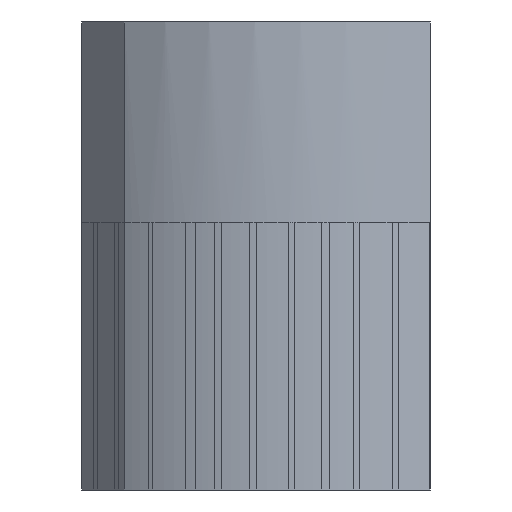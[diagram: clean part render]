
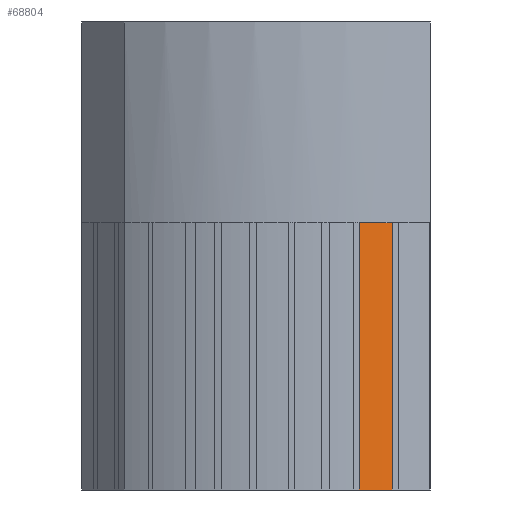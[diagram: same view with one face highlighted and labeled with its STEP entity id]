
A CAD part, left-side view. The second image highlights one B-rep face of the part: STEP entity #68804.
In plain terms, the highlighted cylindrical face has radius 44.433 mm (diameter 88.867 mm), a partial arc.
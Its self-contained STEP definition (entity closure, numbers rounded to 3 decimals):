
#22372 = CYLINDRICAL_SURFACE('',#22373,44.433);
#22373 = AXIS2_PLACEMENT_3D('',#22374,#22375,#22376);
#22374 = CARTESIAN_POINT('',(3.583,0.,0.));
#22375 = DIRECTION('',(-0.,-0.,-1.));
#22376 = DIRECTION('',(1.,0.,0.));
#23547 = PLANE('',#23548);
#23548 = AXIS2_PLACEMENT_3D('',#23549,#23550,#23551);
#23549 = CARTESIAN_POINT('',(0.,2.052,-40.));
#23550 = DIRECTION('',(0.,0.,1.));
#23551 = DIRECTION('',(1.,0.,0.));
#60512 = VERTEX_POINT('',#60513);
#60513 = CARTESIAN_POINT('',(-37.296,-17.413,0.));
#60528 = CYLINDRICAL_SURFACE('',#60529,44.433);
#60529 = AXIS2_PLACEMENT_3D('',#60530,#60531,#60532);
#60530 = CARTESIAN_POINT('',(3.583,0.,0.));
#60531 = DIRECTION('',(0.,0.,1.));
#60532 = DIRECTION('',(1.,0.,0.));
#60540 = EDGE_CURVE('',#60512,#60541,#60543,.T.);
#60541 = VERTEX_POINT('',#60542);
#60542 = CARTESIAN_POINT('',(-39.073,-12.439,0.));
#60543 = SURFACE_CURVE('',#60544,(#60549,#60556),.PCURVE_S1.);
#60544 = CIRCLE('',#60545,44.433);
#60545 = AXIS2_PLACEMENT_3D('',#60546,#60547,#60548);
#60546 = CARTESIAN_POINT('',(3.583,0.,0.));
#60547 = DIRECTION('',(0.,0.,-1.));
#60548 = DIRECTION('',(1.,0.,0.));
#60549 = PCURVE('',#22372,#60550);
#60550 = DEFINITIONAL_REPRESENTATION('',(#60551),#60555);
#60551 = LINE('',#60552,#60553);
#60552 = CARTESIAN_POINT('',(-6.283,0.));
#60553 = VECTOR('',#60554,1.);
#60554 = DIRECTION('',(1.,-0.));
#60555 = ( GEOMETRIC_REPRESENTATION_CONTEXT(2) 
PARAMETRIC_REPRESENTATION_CONTEXT() REPRESENTATION_CONTEXT('2D SPACE',''
  ) );
#60556 = PCURVE('',#60557,#60562);
#60557 = CYLINDRICAL_SURFACE('',#60558,44.433);
#60558 = AXIS2_PLACEMENT_3D('',#60559,#60560,#60561);
#60559 = CARTESIAN_POINT('',(3.583,0.,0.));
#60560 = DIRECTION('',(0.,0.,1.));
#60561 = DIRECTION('',(1.,0.,0.));
#60562 = DEFINITIONAL_REPRESENTATION('',(#60563),#60567);
#60563 = LINE('',#60564,#60565);
#60564 = CARTESIAN_POINT('',(-0.,0.));
#60565 = VECTOR('',#60566,1.);
#60566 = DIRECTION('',(-1.,0.));
#60567 = ( GEOMETRIC_REPRESENTATION_CONTEXT(2) 
PARAMETRIC_REPRESENTATION_CONTEXT() REPRESENTATION_CONTEXT('2D SPACE',''
  ) );
#60586 = CYLINDRICAL_SURFACE('',#60587,44.433);
#60587 = AXIS2_PLACEMENT_3D('',#60588,#60589,#60590);
#60588 = CARTESIAN_POINT('',(3.583,0.,0.));
#60589 = DIRECTION('',(0.,0.,1.));
#60590 = DIRECTION('',(1.,0.,0.));
#64644 = VERTEX_POINT('',#64645);
#64645 = CARTESIAN_POINT('',(-39.073,-12.439,-40.));
#64668 = EDGE_CURVE('',#64669,#64644,#64671,.T.);
#64669 = VERTEX_POINT('',#64670);
#64670 = CARTESIAN_POINT('',(-37.296,-17.413,-40.));
#64671 = SURFACE_CURVE('',#64672,(#64677,#64688),.PCURVE_S1.);
#64672 = CIRCLE('',#64673,44.433);
#64673 = AXIS2_PLACEMENT_3D('',#64674,#64675,#64676);
#64674 = CARTESIAN_POINT('',(3.583,0.,-40.));
#64675 = DIRECTION('',(0.,0.,-1.));
#64676 = DIRECTION('',(1.,0.,0.));
#64677 = PCURVE('',#23547,#64678);
#64678 = DEFINITIONAL_REPRESENTATION('',(#64679),#64687);
#64679 = ( BOUNDED_CURVE() B_SPLINE_CURVE(2,(#64680,#64681,#64682,#64683
    ,#64684,#64685,#64686),.UNSPECIFIED.,.T.,.F.) 
B_SPLINE_CURVE_WITH_KNOTS((1,2,2,2,2,1),(-2.094,0.,
    2.094,4.189,6.283,8.378),
.UNSPECIFIED.) CURVE() GEOMETRIC_REPRESENTATION_ITEM() 
RATIONAL_B_SPLINE_CURVE((1.,0.5,1.,0.5,1.,0.5,1.)) REPRESENTATION_ITEM(
  '') );
#64680 = CARTESIAN_POINT('',(48.017,-2.052));
#64681 = CARTESIAN_POINT('',(48.017,-79.012));
#64682 = CARTESIAN_POINT('',(-18.633,-40.532));
#64683 = CARTESIAN_POINT('',(-85.283,-2.052));
#64684 = CARTESIAN_POINT('',(-18.633,36.429));
#64685 = CARTESIAN_POINT('',(48.017,74.909));
#64686 = CARTESIAN_POINT('',(48.017,-2.052));
#64687 = ( GEOMETRIC_REPRESENTATION_CONTEXT(2) 
PARAMETRIC_REPRESENTATION_CONTEXT() REPRESENTATION_CONTEXT('2D SPACE',''
  ) );
#64688 = PCURVE('',#60557,#64689);
#64689 = DEFINITIONAL_REPRESENTATION('',(#64690),#64694);
#64690 = LINE('',#64691,#64692);
#64691 = CARTESIAN_POINT('',(-0.,-40.));
#64692 = VECTOR('',#64693,1.);
#64693 = DIRECTION('',(-1.,0.));
#64694 = ( GEOMETRIC_REPRESENTATION_CONTEXT(2) 
PARAMETRIC_REPRESENTATION_CONTEXT() REPRESENTATION_CONTEXT('2D SPACE',''
  ) );
#68784 = EDGE_CURVE('',#64669,#60512,#68785,.T.);
#68785 = SURFACE_CURVE('',#68786,(#68790,#68797),.PCURVE_S1.);
#68786 = LINE('',#68787,#68788);
#68787 = CARTESIAN_POINT('',(-37.296,-17.413,0.));
#68788 = VECTOR('',#68789,1.);
#68789 = DIRECTION('',(0.,0.,1.));
#68790 = PCURVE('',#60528,#68791);
#68791 = DEFINITIONAL_REPRESENTATION('',(#68792),#68796);
#68792 = LINE('',#68793,#68794);
#68793 = CARTESIAN_POINT('',(-2.739,0.));
#68794 = VECTOR('',#68795,1.);
#68795 = DIRECTION('',(-0.,1.));
#68796 = ( GEOMETRIC_REPRESENTATION_CONTEXT(2) 
PARAMETRIC_REPRESENTATION_CONTEXT() REPRESENTATION_CONTEXT('2D SPACE',''
  ) );
#68797 = PCURVE('',#60557,#68798);
#68798 = DEFINITIONAL_REPRESENTATION('',(#68799),#68803);
#68799 = LINE('',#68800,#68801);
#68800 = CARTESIAN_POINT('',(-2.739,0.));
#68801 = VECTOR('',#68802,1.);
#68802 = DIRECTION('',(-0.,1.));
#68803 = ( GEOMETRIC_REPRESENTATION_CONTEXT(2) 
PARAMETRIC_REPRESENTATION_CONTEXT() REPRESENTATION_CONTEXT('2D SPACE',''
  ) );
#68804 = ADVANCED_FACE('',(#68805),#60557,.T.);
#68805 = FACE_BOUND('',#68806,.F.);
#68806 = EDGE_LOOP('',(#68807,#68808,#68809,#68810));
#68807 = ORIENTED_EDGE('',*,*,#60540,.F.);
#68808 = ORIENTED_EDGE('',*,*,#68784,.F.);
#68809 = ORIENTED_EDGE('',*,*,#64668,.T.);
#68810 = ORIENTED_EDGE('',*,*,#68811,.T.);
#68811 = EDGE_CURVE('',#64644,#60541,#68812,.T.);
#68812 = SURFACE_CURVE('',#68813,(#68817,#68824),.PCURVE_S1.);
#68813 = LINE('',#68814,#68815);
#68814 = CARTESIAN_POINT('',(-39.073,-12.439,0.));
#68815 = VECTOR('',#68816,1.);
#68816 = DIRECTION('',(0.,0.,1.));
#68817 = PCURVE('',#60557,#68818);
#68818 = DEFINITIONAL_REPRESENTATION('',(#68819),#68823);
#68819 = LINE('',#68820,#68821);
#68820 = CARTESIAN_POINT('',(-2.858,0.));
#68821 = VECTOR('',#68822,1.);
#68822 = DIRECTION('',(-0.,1.));
#68823 = ( GEOMETRIC_REPRESENTATION_CONTEXT(2) 
PARAMETRIC_REPRESENTATION_CONTEXT() REPRESENTATION_CONTEXT('2D SPACE',''
  ) );
#68824 = PCURVE('',#60586,#68825);
#68825 = DEFINITIONAL_REPRESENTATION('',(#68826),#68830);
#68826 = LINE('',#68827,#68828);
#68827 = CARTESIAN_POINT('',(-2.858,0.));
#68828 = VECTOR('',#68829,1.);
#68829 = DIRECTION('',(-0.,1.));
#68830 = ( GEOMETRIC_REPRESENTATION_CONTEXT(2) 
PARAMETRIC_REPRESENTATION_CONTEXT() REPRESENTATION_CONTEXT('2D SPACE',''
  ) );
